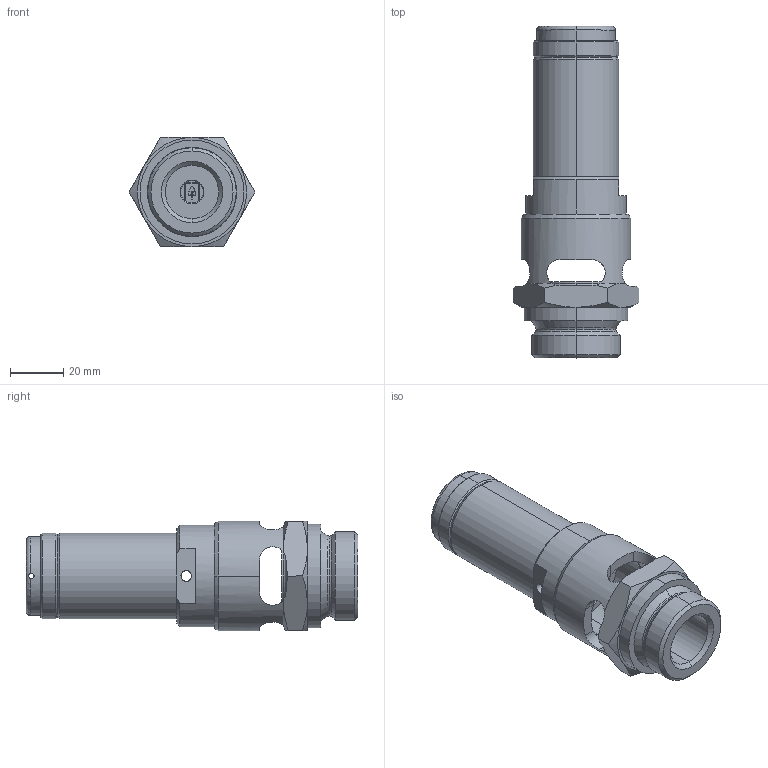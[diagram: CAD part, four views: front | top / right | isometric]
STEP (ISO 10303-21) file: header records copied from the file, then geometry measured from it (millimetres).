
FILE_DESCRIPTION (( 'STEP AP214' ), '1' );
FILE_NAME ('410 1 Dummy.STEP', '2014-03-04T13:09:53', ( 'Blankenhorn' ), ( '' ), 'SwSTEP 2.0', 'SolidWorks 2013', '' );
FILE_SCHEMA (( 'AUTOMOTIVE_DESIGN' ));
Length unit declared in the file: millimetre
Products named in the file (1): 410 1 Dummy
Bounding box: 47.34 x 124.7 x 41 mm (x, y, z)
Volume: 54359.4 mm3; surface area: 34648.4 mm2
Topology: 4 solids, 4 shells, 241 faces, 629 edges, 400 vertices
Faces by surface type: cylinder 110, plane 64, cone 49, torus 18
Entity records: 11179 total; most frequent: CARTESIAN_POINT 2477, DIRECTION 1283, ORIENTED_EDGE 1258, EDGE_CURVE 629, AXIS2_PLACEMENT_3D 528, VERTEX_POINT 400, CIRCLE 286, EDGE_LOOP 271
